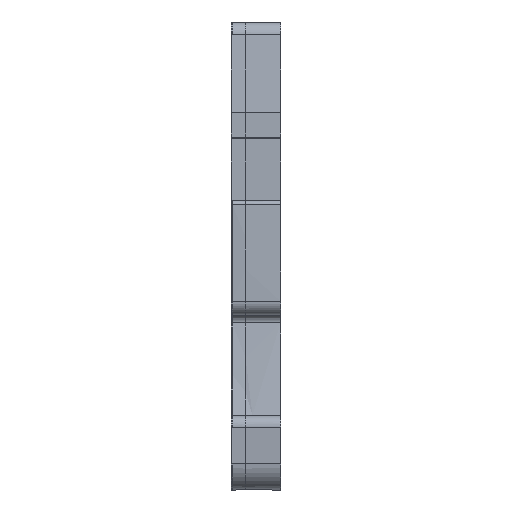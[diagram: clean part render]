
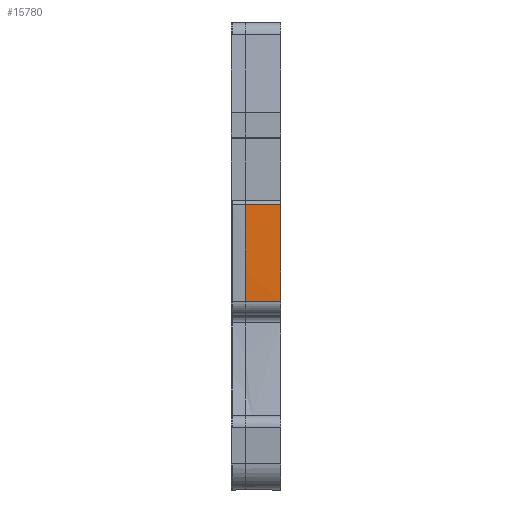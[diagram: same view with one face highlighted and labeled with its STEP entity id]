
A CAD part, front view. The second image highlights one B-rep face of the part: STEP entity #15780.
In plain terms, the highlighted cylindrical face has radius 122.182 mm (diameter 244.364 mm), a partial arc.
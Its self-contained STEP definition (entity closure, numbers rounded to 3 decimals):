
#15759=AXIS2_PLACEMENT_3D('Cylinder Axis2P3D',#15756,#15757,#15758) ;
#15770=AXIS2_PLACEMENT_3D('Circle Axis2P3D',#15768,#15769,$) ;
#12055=CARTESIAN_POINT('Vertex',(3.5,1.505,20.35)) ;
#12059=CARTESIAN_POINT('Control Point',(3.5,1.505,20.35)) ;
#12060=CARTESIAN_POINT('Control Point',(3.5,1.443,18.051)) ;
#12061=CARTESIAN_POINT('Control Point',(3.5,1.446,15.749)) ;
#12062=CARTESIAN_POINT('Control Point',(3.5,1.514,13.45)) ;
#12063=CARTESIAN_POINT('Vertex',(3.5,1.514,13.45)) ;
#12067=CARTESIAN_POINT('Control Point',(3.5,1.515,13.45)) ;
#12068=CARTESIAN_POINT('Control Point',(3.5,1.515,13.44)) ;
#12069=CARTESIAN_POINT('Control Point',(3.5,1.515,13.43)) ;
#12070=CARTESIAN_POINT('Control Point',(3.5,1.515,13.42)) ;
#12071=CARTESIAN_POINT('Vertex',(3.5,1.515,13.42)) ;
#15737=CARTESIAN_POINT('Line Origine',(2.55,1.515,13.42)) ;
#15741=CARTESIAN_POINT('Vertex',(1.,1.515,13.42)) ;
#15756=CARTESIAN_POINT('Axis2P3D Location',(1.75,123.643,17.05)) ;
#15761=CARTESIAN_POINT('Line Origine',(1.75,1.505,20.35)) ;
#15765=CARTESIAN_POINT('Vertex',(1.,1.505,20.35)) ;
#15768=CARTESIAN_POINT('Axis2P3D Location',(1.,123.643,17.05)) ;
#15738=DIRECTION('Vector Direction',(1.,0.,0.)) ;
#15757=DIRECTION('Axis2P3D Direction',(1.,0.,0.)) ;
#15758=DIRECTION('Axis2P3D XDirection',(0.,-0.992,0.126)) ;
#15762=DIRECTION('Vector Direction',(1.,0.,0.)) ;
#15769=DIRECTION('Axis2P3D Direction',(1.,0.,0.)) ;
#15739=VECTOR('Line Direction',#15738,1.) ;
#15763=VECTOR('Line Direction',#15762,1.) ;
#15774=ORIENTED_EDGE('',*,*,#15743,.F.) ;
#15775=ORIENTED_EDGE('',*,*,#12073,.F.) ;
#15776=ORIENTED_EDGE('',*,*,#12065,.F.) ;
#15777=ORIENTED_EDGE('',*,*,#15767,.T.) ;
#15778=ORIENTED_EDGE('',*,*,#15772,.T.) ;
#15780=ADVANCED_FACE('77565_SA_APGTB_1-5_PE_4C-4.1\\77562_MLD_APGTB_1-5_PE_4C-4 -#[PA66_PA6|GNYE]#.1\\77562_MLD_APGTB_1-5_PE_4C-4',(#15779),#15760,.T.) ;
#12058=B_SPLINE_CURVE_WITH_KNOTS('',3,(#12059,#12060,#12061,#12062),.UNSPECIFIED.,.F.,.U.,(4,4),(380.546,387.447),.UNSPECIFIED.) ;
#12066=B_SPLINE_CURVE_WITH_KNOTS('',3,(#12067,#12068,#12069,#12070),.UNSPECIFIED.,.F.,.U.,(4,4),(3.142,3.171),.UNSPECIFIED.) ;
#15771=CIRCLE('generated circle',#15770,122.182) ;
#15760=CYLINDRICAL_SURFACE('generated cylinder',#15759,122.182) ;
#12065=EDGE_CURVE('',#12056,#12064,#12058,.T.) ;
#12073=EDGE_CURVE('',#12064,#12072,#12066,.T.) ;
#15743=EDGE_CURVE('',#12072,#15742,#15740,.F.) ;
#15767=EDGE_CURVE('',#12056,#15766,#15764,.F.) ;
#15772=EDGE_CURVE('',#15766,#15742,#15771,.T.) ;
#15773=EDGE_LOOP('',(#15774,#15775,#15776,#15777,#15778)) ;
#15779=FACE_OUTER_BOUND('',#15773,.T.) ;
#15740=LINE('Line',#15737,#15739) ;
#15764=LINE('Line',#15761,#15763) ;
#12056=VERTEX_POINT('',#12055) ;
#12064=VERTEX_POINT('',#12063) ;
#12072=VERTEX_POINT('',#12071) ;
#15742=VERTEX_POINT('',#15741) ;
#15766=VERTEX_POINT('',#15765) ;
